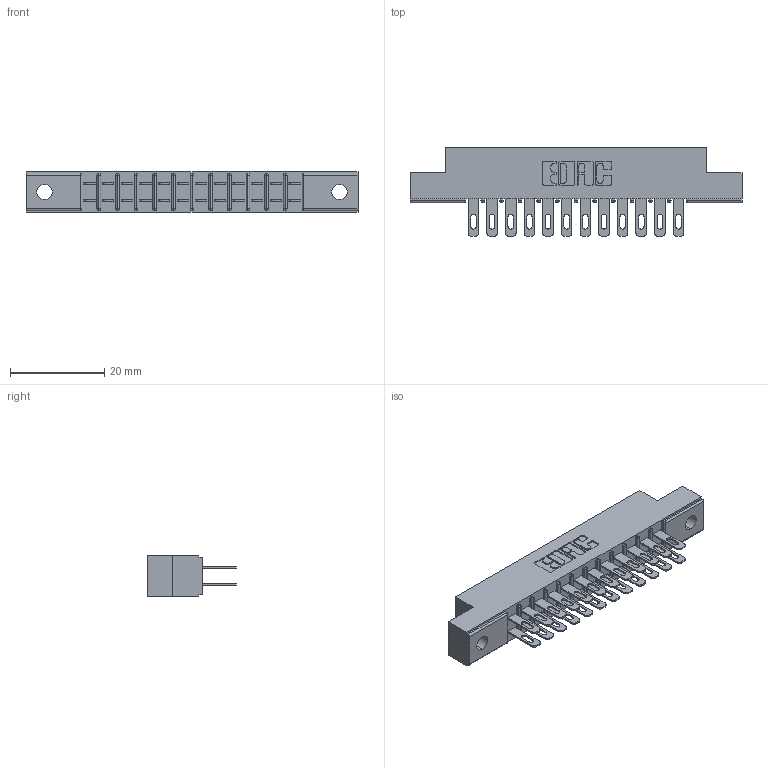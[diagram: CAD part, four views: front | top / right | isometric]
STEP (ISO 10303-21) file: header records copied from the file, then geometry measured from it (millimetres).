
FILE_DESCRIPTION (( 'STEP AP203' ), '1' );
FILE_NAME ('355-024-500-202.STEP', '2019-09-11T04:29:45', ( '' ), ( '' ), 'SwSTEP 2.0', 'SolidWorks 2016', '' );
FILE_SCHEMA (( 'CONFIG_CONTROL_DESIGN' ));
Length unit declared in the file: inch
Products named in the file (3): 305-290-001_500; 355-024-500-202; 305 Part_.128 Dia
Assembly tree (25 placements, depth 2):
  355-024-500-202
    305 Part_.128 Dia
    305-290-001_500  x24
Bounding box: 70.56 x 18.85 x 8.71 mm (x, y, z)
Volume: 4474.1 mm3; surface area: 8043.5 mm2
Topology: 25 solids, 25 shells, 1316 faces, 3760 edges, 2440 vertices
Faces by surface type: plane 740, cylinder 528, sphere 48
Entity records: 16669 total; most frequent: CARTESIAN_POINT 2758, ORIENTED_EDGE 2732, DIRECTION 2694, EDGE_CURVE 1366, LINE 1070, VECTOR 1070, VERTEX_POINT 876, AXIS2_PLACEMENT_3D 812
